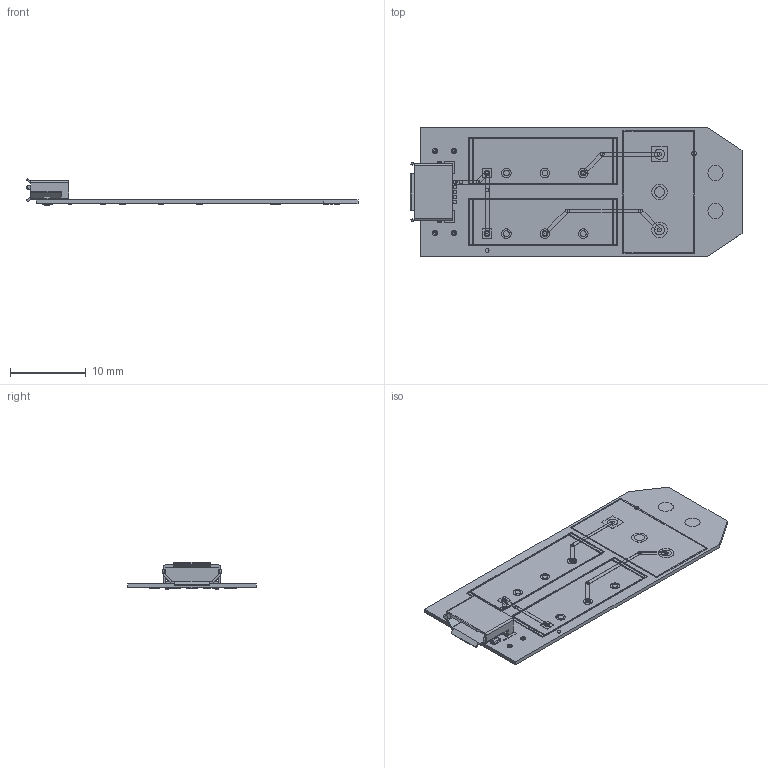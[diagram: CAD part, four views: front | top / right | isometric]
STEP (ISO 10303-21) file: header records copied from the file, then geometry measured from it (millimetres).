
FILE_DESCRIPTION( ( '' ), ' ' );
FILE_NAME( '5c5d918521f2e61805776c68.step', '2019-02-08T14:26:14', ( '' ), ( '' ), ' ', ' ', ' ' );
FILE_SCHEMA( ( 'AUTOMOTIVE_DESIGN { 1 0 10303 214 1 1 1 1 }' ) );
Length unit declared in the file: metre
Products named in the file (104): Assem1; Open CASCADE STEP translator 6.8 78; Open CASCADE STEP translator 6.8 2; Open CASCADE STEP translator 6.8 60; Open CASCADE STEP translator 6.8 15; Open CASCADE STEP translator 6.8 73; Open CASCADE STEP translator 6.8 42; Open CASCADE STEP translator 6.8 6; Open CASCADE STEP translator 6.8 36; Open CASCADE STEP translator 6.8 75; Open CASCADE STEP translator 6.8 93; Open CASCADE STEP translator 6.8 24; Open CASCADE STEP translator 6.8 28; Open CASCADE STEP translator 6.8 29; Open CASCADE STEP translator 6.8 76; Open CASCADE STEP translator 6.8 39; Open CASCADE STEP translator 6.8 55; Open CASCADE STEP translator 6.8 74; Open CASCADE STEP translator 6.8 85; Open CASCADE STEP translator 6.8 32; Open CASCADE STEP translator 6.8 101; Open CASCADE STEP translator 6.8 91; Open CASCADE STEP translator 6.8 5; Open CASCADE STEP translator 6.8 45; Open CASCADE STEP translator 6.8 96; Open CASCADE STEP translator 6.8 79; Open CASCADE STEP translator 6.8 44; Open CASCADE STEP translator 6.8 50; Open CASCADE STEP translator 6.8 18; Open CASCADE STEP translator 6.8 87; Open CASCADE STEP translator 6.8 27; Open CASCADE STEP translator 6.8 1; Open CASCADE STEP translator 6.8 90; Open CASCADE STEP translator 6.8 99; Open CASCADE STEP translator 6.8 20; Open CASCADE STEP translator 6.8 86; Open CASCADE STEP translator 6.8 10; Open CASCADE STEP translator 6.8 80; Open CASCADE STEP translator 6.8 54; Open CASCADE STEP translator 6.8 8 ...
Assembly tree (103 placements, depth 2):
  Assem1
    Open CASCADE STEP translator 6.8 78
    Open CASCADE STEP translator 6.8 2
    Open CASCADE STEP translator 6.8 60
    Open CASCADE STEP translator 6.8 15
    Open CASCADE STEP translator 6.8 73
    Open CASCADE STEP translator 6.8 42
    Open CASCADE STEP translator 6.8 6
    Open CASCADE STEP translator 6.8 36
    Open CASCADE STEP translator 6.8 75
    Open CASCADE STEP translator 6.8 93
    Open CASCADE STEP translator 6.8 24
    Open CASCADE STEP translator 6.8 28
    Open CASCADE STEP translator 6.8 29
    Open CASCADE STEP translator 6.8 76
    Open CASCADE STEP translator 6.8 39
    Open CASCADE STEP translator 6.8 55
    Open CASCADE STEP translator 6.8 74
    Open CASCADE STEP translator 6.8 85
    Open CASCADE STEP translator 6.8 32
    Open CASCADE STEP translator 6.8 101
    Open CASCADE STEP translator 6.8 91
    Open CASCADE STEP translator 6.8 5
    Open CASCADE STEP translator 6.8 45
    Open CASCADE STEP translator 6.8 96
    Open CASCADE STEP translator 6.8 79
    Open CASCADE STEP translator 6.8 44
    Open CASCADE STEP translator 6.8 50
    Open CASCADE STEP translator 6.8 18
    Open CASCADE STEP translator 6.8 87
    Open CASCADE STEP translator 6.8 27
    Open CASCADE STEP translator 6.8 1
    Open CASCADE STEP translator 6.8 90
    Open CASCADE STEP translator 6.8 99
    Open CASCADE STEP translator 6.8 20
    Open CASCADE STEP translator 6.8 86
    Open CASCADE STEP translator 6.8 10
    Open CASCADE STEP translator 6.8 80
    Open CASCADE STEP translator 6.8 54
    Open CASCADE STEP translator 6.8 8
    Open CASCADE STEP translator 6.8 4
    Open CASCADE STEP translator 6.8 37
    Open CASCADE STEP translator 6.8 9
    Open CASCADE STEP translator 6.8 88
    Open CASCADE STEP translator 6.8 13
    Open CASCADE STEP translator 6.8 57
    Open CASCADE STEP translator 6.8 68
    Open CASCADE STEP translator 6.8 95
    Open CASCADE STEP translator 6.8 35
    Open CASCADE STEP translator 6.8 81
    Open CASCADE STEP translator 6.8 53
    Open CASCADE STEP translator 6.8 3
    Open CASCADE STEP translator 6.8 31
    Open CASCADE STEP translator 6.8 12
    Open CASCADE STEP translator 6.8 38
    Open CASCADE STEP translator 6.8 47
    Open CASCADE STEP translator 6.8 64
    Open CASCADE STEP translator 6.8 46
    Open CASCADE STEP translator 6.8 40
    Open CASCADE STEP translator 6.8 14
Bounding box: 43.83 x 17 x 3.58 mm (x, y, z)
Volume: 406.2 mm3; surface area: 2055.4 mm2
Topology: 103 solids, 103 shells, 557 faces, 1031 edges, 678 vertices
Faces by surface type: plane 450, cylinder 107
Full cylindrical faces by diameter (mm): 0.15 x4, 0.33 x4, 0.5 x3, 0.508 x16, 0.6 x1, 0.688 x8, 0.75 x8, 1.25 x12, 1.35 x3, 2 x2, 2.05 x4
Entity records: 24314 total; most frequent: DIRECTION 2502, CARTESIAN_POINT 2305, ORIENTED_EDGE 1932, STYLED_ITEM 1523, PRESENTATION_STYLE_ASSIGNMENT 1523, COLOUR_RGB 1523, EDGE_CURVE 966, CURVE_STYLE 966
